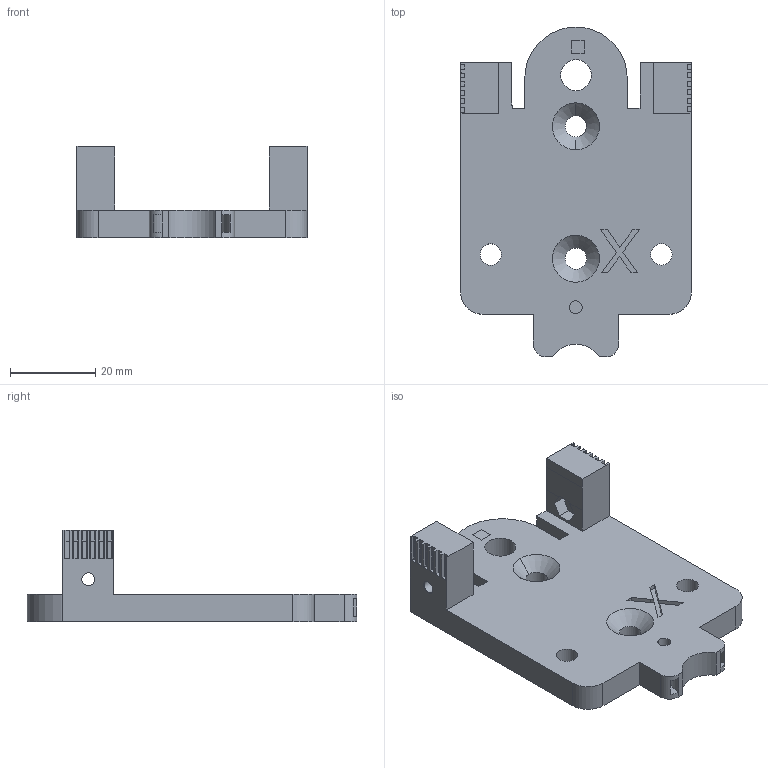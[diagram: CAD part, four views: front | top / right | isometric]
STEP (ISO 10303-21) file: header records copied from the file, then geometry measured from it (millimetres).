
FILE_DESCRIPTION(/* description */ (''),/* implementation_level */ '2;1');
FILE_NAME(/* name */ 'X cart.step',/* time_stamp */ '2023-06-27T16:04:15-05:00',/* author */ (''),/* organization */ (''),/* preprocessor_version */ 'ST-DEVELOPER v19.2',/* originating_system */ 'Autodesk Translation Framework v12.6.0.85',/* authorisation */ '');
FILE_SCHEMA (('AUTOMOTIVE_DESIGN { 1 0 10303 214 3 1 1 }'));
Length unit declared in the file: millimetre
Products named in the file (1): Candy Claw 3D render
Bounding box: 54 x 77.26 x 21.5 mm (x, y, z)
Volume: 23646 mm3; surface area: 11032.9 mm2
Topology: 1 solids, 1 shells, 214 faces, 639 edges, 430 vertices
Faces by surface type: plane 141, cylinder 66, bspline 4, cone 3
Full cylindrical faces by diameter (mm): 3 x5, 5 x4, 7.245 x1
Entity records: 7313 total; most frequent: CARTESIAN_POINT 1383, ORIENTED_EDGE 1278, DIRECTION 1187, EDGE_CURVE 639, LINE 487, VECTOR 487, VERTEX_POINT 430, AXIS2_PLACEMENT_3D 350
